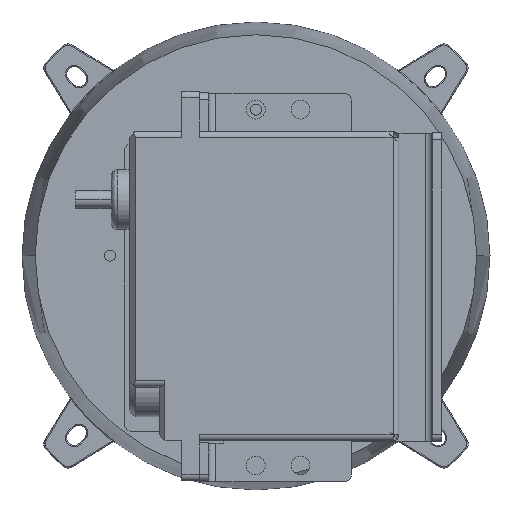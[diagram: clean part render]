
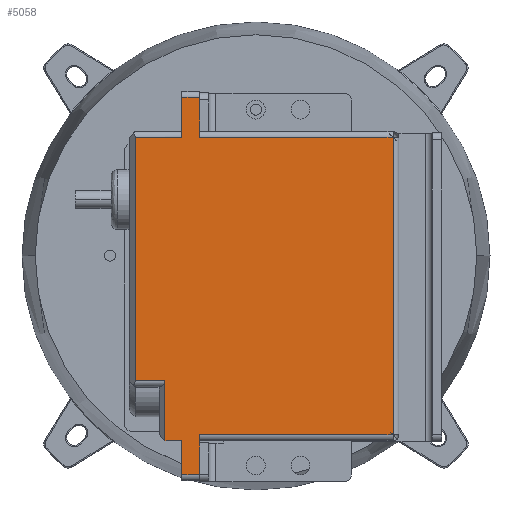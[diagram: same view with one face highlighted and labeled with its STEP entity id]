
A CAD part, top view. The second image highlights one B-rep face of the part: STEP entity #5058.
In plain terms, the highlighted planar face has unit normal (0, 0, 1).
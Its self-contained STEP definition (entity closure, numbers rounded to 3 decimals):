
#24 = CARTESIAN_POINT ( 'NONE',  ( 30.419, -26.739, 86.246 ) ) ;
#928 = ORIENTED_EDGE ( 'NONE', *, *, #11037, .F. ) ;
#1121 = VECTOR ( 'NONE', #4578, 1000. ) ;
#1662 = VERTEX_POINT ( 'NONE', #7768 ) ;
#1726 = VERTEX_POINT ( 'NONE', #2452 ) ;
#2229 = LINE ( 'NONE', #10874, #29724 ) ;
#2452 = CARTESIAN_POINT ( 'NONE',  ( 29.149, 25.077, 86.246 ) ) ;
#4408 = ORIENTED_EDGE ( 'NONE', *, *, #24178, .T. ) ;
#4578 = DIRECTION ( 'NONE',  ( 0., 1., 0. ) ) ;
#4655 = CARTESIAN_POINT ( 'NONE',  ( 30.419, -38.169, 86.246 ) ) ;
#4659 = DIRECTION ( 'NONE',  ( -1., 0., 0. ) ) ;
#4964 = EDGE_CURVE ( 'NONE', #1662, #8447, #19643, .T. ) ;
#4977 = ORIENTED_EDGE ( 'NONE', *, *, #10858, .T. ) ;
#5058 = ADVANCED_FACE ( 'NONE', ( #29373 ), #5345, .T. ) ;
#5345 = PLANE ( 'NONE',  #23686 ) ;
#5504 = ORIENTED_EDGE ( 'NONE', *, *, #15380, .T. ) ;
#5858 = EDGE_CURVE ( 'NONE', #1726, #31559, #25072, .T. ) ;
#6253 = DIRECTION ( 'NONE',  ( 0., 1., 0. ) ) ;
#6422 = EDGE_LOOP ( 'NONE', ( #18535, #6957, #26052, #29896, #4977, #25319, #11558, #5504, #25495, #928, #8417, #17290, #4408, #8027 ) ) ;
#6588 = CARTESIAN_POINT ( 'NONE',  ( 30.419, 25.077, 86.246 ) ) ;
#6772 = CARTESIAN_POINT ( 'NONE',  ( -25.715, 25.077, 86.246 ) ) ;
#6957 = ORIENTED_EDGE ( 'NONE', *, *, #13443, .T. ) ;
#7363 = VECTOR ( 'NONE', #7679, 1000. ) ;
#7501 = VERTEX_POINT ( 'NONE', #6772 ) ;
#7679 = DIRECTION ( 'NONE',  ( 1., 0., 0. ) ) ;
#7768 = CARTESIAN_POINT ( 'NONE',  ( -15.809, 33.586, 86.246 ) ) ;
#7930 = DIRECTION ( 'NONE',  ( -1., 0., 0. ) ) ;
#8021 = DIRECTION ( 'NONE',  ( 0., 1., 0. ) ) ;
#8027 = ORIENTED_EDGE ( 'NONE', *, *, #23281, .T. ) ;
#8078 = VECTOR ( 'NONE', #18471, 1000. ) ;
#8417 = ORIENTED_EDGE ( 'NONE', *, *, #17913, .T. ) ;
#8447 = VERTEX_POINT ( 'NONE', #31072 ) ;
#8897 = LINE ( 'NONE', #4655, #7363 ) ;
#8942 = CARTESIAN_POINT ( 'NONE',  ( 29.149, 26.347, 86.246 ) ) ;
#9476 = LINE ( 'NONE', #6588, #21427 ) ;
#10058 = CARTESIAN_POINT ( 'NONE',  ( -11.999, -46.678, 86.246 ) ) ;
#10324 = DIRECTION ( 'NONE',  ( 0., 1., 0. ) ) ;
#10395 = EDGE_CURVE ( 'NONE', #26618, #16171, #31528, .T. ) ;
#10858 = EDGE_CURVE ( 'NONE', #17166, #7501, #9476, .T. ) ;
#10874 = CARTESIAN_POINT ( 'NONE',  ( 30.419, -46.678, 86.246 ) ) ;
#10916 = DIRECTION ( 'NONE',  ( 0., 0., 1. ) ) ;
#11037 = EDGE_CURVE ( 'NONE', #20618, #26618, #26874, .T. ) ;
#11410 = VECTOR ( 'NONE', #4659, 1000. ) ;
#11467 = EDGE_CURVE ( 'NONE', #7501, #25273, #14464, .T. ) ;
#11518 = DIRECTION ( 'NONE',  ( -1., 0., 0. ) ) ;
#11558 = ORIENTED_EDGE ( 'NONE', *, *, #15477, .T. ) ;
#12142 = VECTOR ( 'NONE', #29249, 1000. ) ;
#12767 = CARTESIAN_POINT ( 'NONE',  ( -15.809, -46.678, 86.246 ) ) ;
#13443 = EDGE_CURVE ( 'NONE', #31559, #8447, #17469, .T. ) ;
#13475 = VECTOR ( 'NONE', #22399, 1000. ) ;
#13692 = EDGE_CURVE ( 'NONE', #17166, #1662, #22492, .T. ) ;
#13973 = CARTESIAN_POINT ( 'NONE',  ( -25.715, 26.347, 86.246 ) ) ;
#14179 = CARTESIAN_POINT ( 'NONE',  ( -11.999, 26.347, 86.246 ) ) ;
#14464 = LINE ( 'NONE', #13973, #12142 ) ;
#15273 = CARTESIAN_POINT ( 'NONE',  ( 30.419, 25.077, 86.246 ) ) ;
#15376 = VECTOR ( 'NONE', #7930, 1000. ) ;
#15380 = EDGE_CURVE ( 'NONE', #17274, #16171, #25878, .T. ) ;
#15477 = EDGE_CURVE ( 'NONE', #25273, #17274, #16968, .T. ) ;
#15725 = VERTEX_POINT ( 'NONE', #16672 ) ;
#16171 = VERTEX_POINT ( 'NONE', #16925 ) ;
#16534 = EDGE_CURVE ( 'NONE', #26183, #15725, #23567, .T. ) ;
#16672 = CARTESIAN_POINT ( 'NONE',  ( -11.999, -38.169, 86.246 ) ) ;
#16925 = CARTESIAN_POINT ( 'NONE',  ( -19.365, -39.439, 86.246 ) ) ;
#16968 = LINE ( 'NONE', #24, #8078 ) ;
#17166 = VERTEX_POINT ( 'NONE', #20501 ) ;
#17274 = VERTEX_POINT ( 'NONE', #28729 ) ;
#17290 = ORIENTED_EDGE ( 'NONE', *, *, #16534, .T. ) ;
#17469 = LINE ( 'NONE', #24338, #27529 ) ;
#17913 = EDGE_CURVE ( 'NONE', #20618, #26183, #2229, .T. ) ;
#18471 = DIRECTION ( 'NONE',  ( 1., 0., 0. ) ) ;
#18535 = ORIENTED_EDGE ( 'NONE', *, *, #5858, .T. ) ;
#19643 = LINE ( 'NONE', #21421, #28543 ) ;
#20383 = CARTESIAN_POINT ( 'NONE',  ( -15.809, -39.439, 86.246 ) ) ;
#20501 = CARTESIAN_POINT ( 'NONE',  ( -15.809, 25.077, 86.246 ) ) ;
#20543 = DIRECTION ( 'NONE',  ( 1., 0., 0. ) ) ;
#20618 = VERTEX_POINT ( 'NONE', #12767 ) ;
#21148 = CARTESIAN_POINT ( 'NONE',  ( 30.419, -39.439, 86.246 ) ) ;
#21313 = CARTESIAN_POINT ( 'NONE',  ( -11.999, 25.077, 86.246 ) ) ;
#21421 = CARTESIAN_POINT ( 'NONE',  ( -11.999, 33.586, 86.246 ) ) ;
#21427 = VECTOR ( 'NONE', #11518, 1000. ) ;
#21627 = DIRECTION ( 'NONE',  ( 1., 0., 0. ) ) ;
#21969 = CARTESIAN_POINT ( 'NONE',  ( -19.365, 26.347, 86.246 ) ) ;
#22399 = DIRECTION ( 'NONE',  ( 0., -1., 0. ) ) ;
#22492 = LINE ( 'NONE', #25010, #28287 ) ;
#22812 = LINE ( 'NONE', #8942, #30944 ) ;
#23281 = EDGE_CURVE ( 'NONE', #29525, #1726, #22812, .T. ) ;
#23567 = LINE ( 'NONE', #14179, #1121 ) ;
#23686 = AXIS2_PLACEMENT_3D ( 'NONE', #25341, #10916, #20543 ) ;
#24178 = EDGE_CURVE ( 'NONE', #15725, #29525, #8897, .T. ) ;
#24338 = CARTESIAN_POINT ( 'NONE',  ( -11.999, 26.347, 86.246 ) ) ;
#25010 = CARTESIAN_POINT ( 'NONE',  ( -15.809, 26.347, 86.246 ) ) ;
#25072 = LINE ( 'NONE', #15273, #15376 ) ;
#25273 = VERTEX_POINT ( 'NONE', #25836 ) ;
#25319 = ORIENTED_EDGE ( 'NONE', *, *, #11467, .T. ) ;
#25341 = CARTESIAN_POINT ( 'NONE',  ( 30.419, 26.347, 86.246 ) ) ;
#25495 = ORIENTED_EDGE ( 'NONE', *, *, #10395, .F. ) ;
#25803 = DIRECTION ( 'NONE',  ( 1., 0., 0. ) ) ;
#25836 = CARTESIAN_POINT ( 'NONE',  ( -25.715, -26.739, 86.246 ) ) ;
#25878 = LINE ( 'NONE', #21969, #13475 ) ;
#26052 = ORIENTED_EDGE ( 'NONE', *, *, #4964, .F. ) ;
#26086 = VECTOR ( 'NONE', #10324, 1000. ) ;
#26183 = VERTEX_POINT ( 'NONE', #10058 ) ;
#26618 = VERTEX_POINT ( 'NONE', #20383 ) ;
#26808 = DIRECTION ( 'NONE',  ( 0., 1., 0. ) ) ;
#26874 = LINE ( 'NONE', #27520, #26086 ) ;
#27520 = CARTESIAN_POINT ( 'NONE',  ( -15.809, 26.347, 86.246 ) ) ;
#27529 = VECTOR ( 'NONE', #26808, 1000. ) ;
#28287 = VECTOR ( 'NONE', #8021, 1000. ) ;
#28543 = VECTOR ( 'NONE', #21627, 1000. ) ;
#28729 = CARTESIAN_POINT ( 'NONE',  ( -19.365, -26.739, 86.246 ) ) ;
#29163 = CARTESIAN_POINT ( 'NONE',  ( 29.149, -38.169, 86.246 ) ) ;
#29249 = DIRECTION ( 'NONE',  ( 0., -1., 0. ) ) ;
#29373 = FACE_OUTER_BOUND ( 'NONE', #6422, .T. ) ;
#29525 = VERTEX_POINT ( 'NONE', #29163 ) ;
#29724 = VECTOR ( 'NONE', #25803, 1000. ) ;
#29896 = ORIENTED_EDGE ( 'NONE', *, *, #13692, .F. ) ;
#30944 = VECTOR ( 'NONE', #6253, 1000. ) ;
#31072 = CARTESIAN_POINT ( 'NONE',  ( -11.999, 33.586, 86.246 ) ) ;
#31528 = LINE ( 'NONE', #21148, #11410 ) ;
#31559 = VERTEX_POINT ( 'NONE', #21313 ) ;
